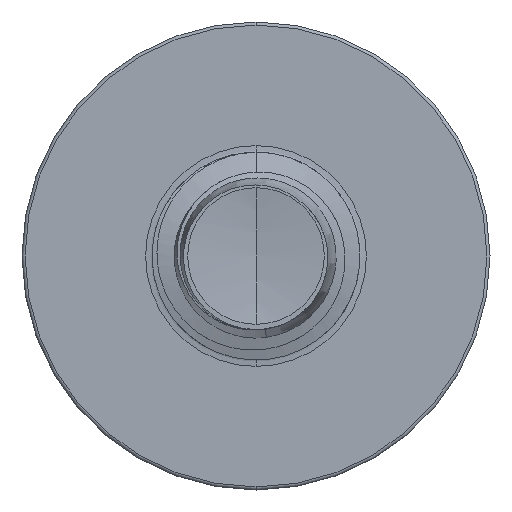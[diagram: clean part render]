
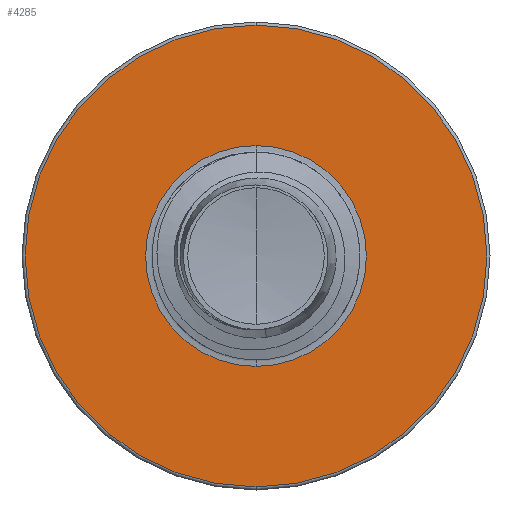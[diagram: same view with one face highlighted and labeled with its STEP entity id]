
A CAD part, front view. The second image highlights one B-rep face of the part: STEP entity #4285.
In plain terms, the highlighted planar face has unit normal (0, -1, 0).
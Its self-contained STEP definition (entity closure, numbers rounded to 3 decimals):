
#112 = FACE_OUTER_BOUND ( 'NONE', #4750, .T. ) ;
#146 = DIRECTION ( 'NONE',  ( 0., 0., 1. ) ) ;
#711 = PLANE ( 'NONE',  #9639 ) ;
#764 = CIRCLE ( 'NONE', #5956, 6.66 ) ;
#1837 = DIRECTION ( 'NONE',  ( 0., 0., 1. ) ) ;
#1909 = ORIENTED_EDGE ( 'NONE', *, *, #11483, .F. ) ;
#2035 = CIRCLE ( 'NONE', #3948, 6.66 ) ;
#3060 = CARTESIAN_POINT ( 'NONE',  ( 0., 5.5, 0. ) ) ;
#3582 = AXIS2_PLACEMENT_3D ( 'NONE', #13651, #6922, #146 ) ;
#3847 = CIRCLE ( 'NONE', #12148, 3.186 ) ;
#3925 = EDGE_CURVE ( 'NONE', #5557, #5419, #3847, .T. ) ;
#3948 = AXIS2_PLACEMENT_3D ( 'NONE', #5334, #13212, #6471 ) ;
#4113 = CIRCLE ( 'NONE', #3582, 3.186 ) ;
#4203 = DIRECTION ( 'NONE',  ( 0., 0., 1. ) ) ;
#4223 = EDGE_LOOP ( 'NONE', ( #8652, #5989 ) ) ;
#4263 = CARTESIAN_POINT ( 'NONE',  ( 0., 5.5, 3.186 ) ) ;
#4285 = ADVANCED_FACE ( 'NONE', ( #112, #8795 ), #711, .F. ) ;
#4574 = ORIENTED_EDGE ( 'NONE', *, *, #6440, .F. ) ;
#4668 = CARTESIAN_POINT ( 'NONE',  ( 0., 5.5, 0. ) ) ;
#4750 = EDGE_LOOP ( 'NONE', ( #4574, #1909 ) ) ;
#5199 = CARTESIAN_POINT ( 'NONE',  ( 0., 5.5, -3.186 ) ) ;
#5334 = CARTESIAN_POINT ( 'NONE',  ( 0., 5.5, 0. ) ) ;
#5419 = VERTEX_POINT ( 'NONE', #7529 ) ;
#5557 = VERTEX_POINT ( 'NONE', #4263 ) ;
#5802 = DIRECTION ( 'NONE',  ( 0., 0., 1. ) ) ;
#5956 = AXIS2_PLACEMENT_3D ( 'NONE', #3060, #10969, #4203 ) ;
#5989 = ORIENTED_EDGE ( 'NONE', *, *, #13336, .T. ) ;
#6440 = EDGE_CURVE ( 'NONE', #7420, #6687, #2035, .T. ) ;
#6471 = DIRECTION ( 'NONE',  ( 0., 0., 1. ) ) ;
#6687 = VERTEX_POINT ( 'NONE', #7898 ) ;
#6922 = DIRECTION ( 'NONE',  ( 0., 1., 0. ) ) ;
#7420 = VERTEX_POINT ( 'NONE', #14135 ) ;
#7529 = CARTESIAN_POINT ( 'NONE',  ( 0., 5.5, -3.186 ) ) ;
#7898 = CARTESIAN_POINT ( 'NONE',  ( 0., 5.5, -6.66 ) ) ;
#8628 = DIRECTION ( 'NONE',  ( 0., 1., 0. ) ) ;
#8652 = ORIENTED_EDGE ( 'NONE', *, *, #3925, .T. ) ;
#8795 = FACE_BOUND ( 'NONE', #4223, .T. ) ;
#9639 = AXIS2_PLACEMENT_3D ( 'NONE', #5199, #8628, #1837 ) ;
#10969 = DIRECTION ( 'NONE',  ( 0., 1., 0. ) ) ;
#11483 = EDGE_CURVE ( 'NONE', #6687, #7420, #764, .T. ) ;
#12148 = AXIS2_PLACEMENT_3D ( 'NONE', #4668, #12542, #5802 ) ;
#12542 = DIRECTION ( 'NONE',  ( 0., 1., 0. ) ) ;
#13212 = DIRECTION ( 'NONE',  ( 0., 1., 0. ) ) ;
#13336 = EDGE_CURVE ( 'NONE', #5419, #5557, #4113, .T. ) ;
#13651 = CARTESIAN_POINT ( 'NONE',  ( 0., 5.5, 0. ) ) ;
#14135 = CARTESIAN_POINT ( 'NONE',  ( 0., 5.5, 6.66 ) ) ;
